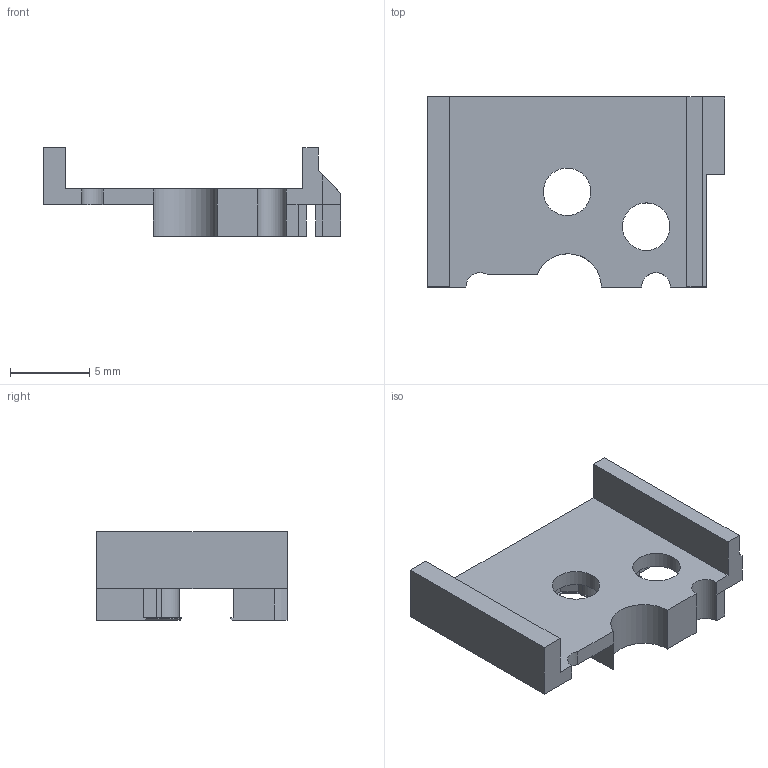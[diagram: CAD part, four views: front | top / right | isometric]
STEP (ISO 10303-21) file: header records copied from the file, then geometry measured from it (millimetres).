
FILE_DESCRIPTION(/* description */ (''),/* implementation_level */ '2;1');
FILE_NAME(/* name */ 'hot_swap_plate v5.step',/* time_stamp */ '2022-04-08T17:17:39+02:00',/* author */ (''),/* organization */ (''),/* preprocessor_version */ 'ST-DEVELOPER v18.1',/* originating_system */ 'Autodesk Translation Framework v10.14.0.1471',/* authorisation */ '');
FILE_SCHEMA (('AUTOMOTIVE_DESIGN { 1 0 10303 214 3 1 1 }'));
Length unit declared in the file: millimetre
Products named in the file (1): hot_swap_plate
Bounding box: 18.8 x 12 x 5.6 mm (x, y, z)
Volume: 378.1 mm3; surface area: 745.9 mm2
Topology: 1 solids, 1 shells, 71 faces, 196 edges, 127 vertices
Faces by surface type: plane 60, cylinder 7, bspline 3, cone 1
Full cylindrical faces by diameter (mm): 3 x2
Entity records: 2648 total; most frequent: CARTESIAN_POINT 777, ORIENTED_EDGE 392, DIRECTION 339, EDGE_CURVE 196, LINE 171, VECTOR 171, VERTEX_POINT 127, AXIS2_PLACEMENT_3D 84
